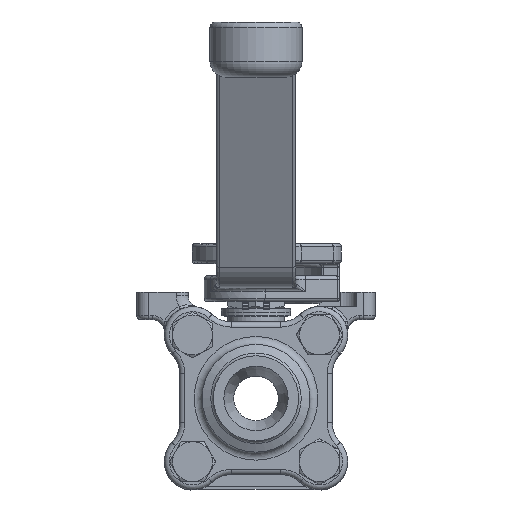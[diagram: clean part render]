
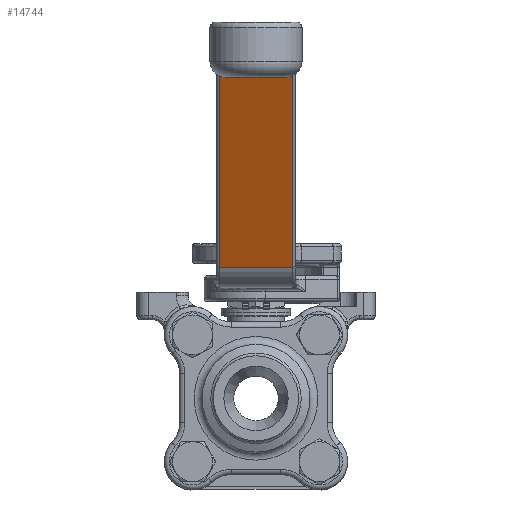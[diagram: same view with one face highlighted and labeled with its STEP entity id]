
A CAD part, left-side view. The second image highlights one B-rep face of the part: STEP entity #14744.
In plain terms, the highlighted planar face has unit normal (-0.906, 0, -0.423).
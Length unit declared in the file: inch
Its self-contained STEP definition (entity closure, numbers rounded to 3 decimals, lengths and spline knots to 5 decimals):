
#799=LINE('',#23785,#1623);
#804=LINE('',#23897,#1628);
#805=LINE('',#23901,#1629);
#806=LINE('',#23902,#1630);
#1623=VECTOR('',#18434,2.10141);
#1628=VECTOR('',#18465,0.72441);
#1629=VECTOR('',#18470,0.72441);
#1630=VECTOR('',#18471,2.10141);
#2229=PLANE('',#15942);
#3080=FACE_OUTER_BOUND('',#4012,.T.);
#4012=EDGE_LOOP('',(#10226,#10227,#10228,#10229));
#6020=VERTEX_POINT('',#23779);
#6021=VERTEX_POINT('',#23783);
#6031=VERTEX_POINT('',#23896);
#6032=VERTEX_POINT('',#23900);
#7550=EDGE_CURVE('',#6020,#6021,#799,.T.);
#7565=EDGE_CURVE('',#6021,#6031,#804,.T.);
#7567=EDGE_CURVE('',#6032,#6020,#805,.T.);
#7568=EDGE_CURVE('',#6031,#6032,#806,.T.);
#10226=ORIENTED_EDGE('',*,*,#7550,.F.);
#10227=ORIENTED_EDGE('',*,*,#7567,.F.);
#10228=ORIENTED_EDGE('',*,*,#7568,.F.);
#10229=ORIENTED_EDGE('',*,*,#7565,.F.);
#14744=ADVANCED_FACE('',(#3080),#2229,.T.);
#15942=AXIS2_PLACEMENT_3D('',#23899,#18468,#18469);
#18434=DIRECTION('',(0.423,0.,-0.906));
#18465=DIRECTION('',(0.,1.,0.));
#18468=DIRECTION('center_axis',(-0.906,0.,
-0.423));
#18469=DIRECTION('ref_axis',(0.423,0.,-0.906));
#18470=DIRECTION('',(0.,-1.,0.));
#18471=DIRECTION('',(-0.423,0.,0.906));
#23779=CARTESIAN_POINT('',(-2.06146,-0.3622,3.19735));
#23783=CARTESIAN_POINT('',(-1.17336,-0.3622,1.29282));
#23785=CARTESIAN_POINT('',(-2.29475,-0.3622,3.69765));
#23896=CARTESIAN_POINT('',(-1.17336,0.3622,1.29282));
#23897=CARTESIAN_POINT('',(-1.17336,0.19685,1.29282));
#23899=CARTESIAN_POINT('Origin',(-2.21516,0.3937,3.52695));
#23900=CARTESIAN_POINT('',(-2.06146,0.3622,3.19735));
#23901=CARTESIAN_POINT('',(-2.06146,0.3937,3.19735));
#23902=CARTESIAN_POINT('',(-2.33245,0.3622,3.7785));
